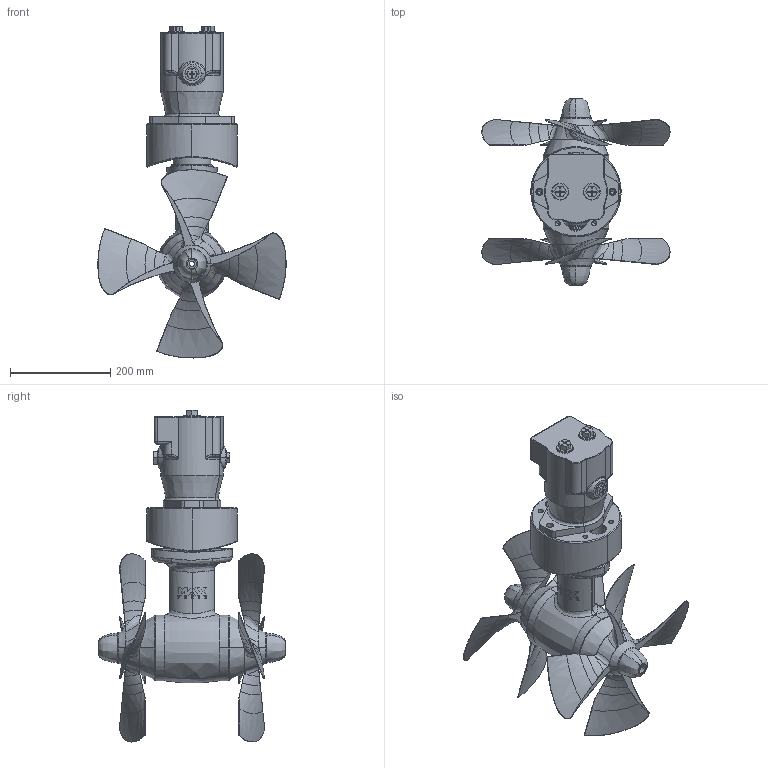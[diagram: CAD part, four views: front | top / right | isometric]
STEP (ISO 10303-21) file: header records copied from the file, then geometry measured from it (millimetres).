
FILE_DESCRIPTION(('CATIA V5 STEP Exchange'),'2;1');
FILE_NAME('3D Models_CT550.stp','2022-05-31T12:50:31+00:00',('none'),('none'),'CATIA Version 5-6 Release 2016','CATIA V5 STEP AP203','none');
FILE_SCHEMA(('CONFIG_CONTROL_DESIGN'));
Products named in the file (1): CT550
Bounding box: 374.94 x 373 x 661.49 mm (x, y, z)
Volume: 6201727.8 mm3; surface area: 799178.1 mm2
Topology: 1 solids, 5 shells, 1234 faces, 3421 edges, 2230 vertices
Faces by surface type: plane 471, bspline 274, cylinder 224, cone 164, torus 66, sphere 14, revolution 13, extrusion 8
Entity records: 105099 total; most frequent: CARTESIAN_POINT 78263, ORIENTED_EDGE 6766, DIRECTION 3415, EDGE_CURVE 3383, VERTEX_POINT 2230, AXIS2_PLACEMENT_3D 1585, B_SPLINE_CURVE_WITH_KNOTS 1572, EDGE_LOOP 1319
